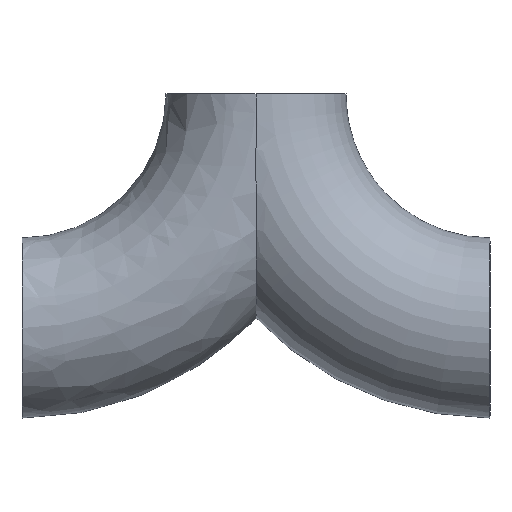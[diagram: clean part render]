
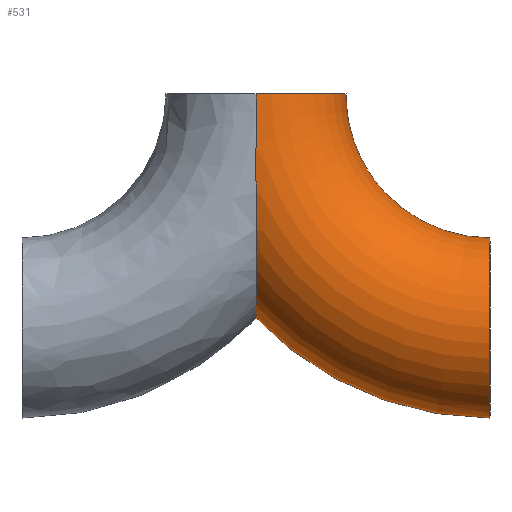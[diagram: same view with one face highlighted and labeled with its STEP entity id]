
A CAD part, front view. The second image highlights one B-rep face of the part: STEP entity #531.
In plain terms, the highlighted toroidal (fillet/blend) face has major radius 82.5 mm and minor radius 31.75 mm.
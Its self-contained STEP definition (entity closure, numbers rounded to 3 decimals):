
#397=CARTESIAN_POINT('',(0.,-31.75,0.));
#398=VERTEX_POINT('',#397);
#399=CARTESIAN_POINT('',(0.,31.75,0.));
#400=VERTEX_POINT('',#399);
#401=CARTESIAN_POINT('',(0.,-31.75,0.));
#402=CARTESIAN_POINT('',(0.,-31.75,-0.102));
#403=CARTESIAN_POINT('',(0.,-31.75,-0.226));
#404=CARTESIAN_POINT('',(0.,-31.75,-0.328));
#405=CARTESIAN_POINT('',(0.,-31.75,-6.423));
#406=CARTESIAN_POINT('',(0.,-31.757,-11.824));
#407=CARTESIAN_POINT('',(0.,-31.706,-16.719));
#408=CARTESIAN_POINT('',(0.,-31.61,-25.861));
#409=CARTESIAN_POINT('',(0.,-31.289,-33.236));
#410=CARTESIAN_POINT('',(0.,-30.382,-40.074));
#411=CARTESIAN_POINT('',(0.,-30.09,-42.277));
#412=CARTESIAN_POINT('',(0.,-29.738,-44.422));
#413=CARTESIAN_POINT('',(0.,-29.3,-46.556));
#414=CARTESIAN_POINT('',(0.,-28.248,-51.685));
#415=CARTESIAN_POINT('',(0.,-26.693,-56.762));
#416=CARTESIAN_POINT('',(0.,-24.365,-61.427));
#417=CARTESIAN_POINT('',(0.,-23.256,-63.65));
#418=CARTESIAN_POINT('',(0.,-21.968,-65.784));
#419=CARTESIAN_POINT('',(0.,-20.48,-67.763));
#420=CARTESIAN_POINT('',(0.,-19.808,-68.656));
#421=CARTESIAN_POINT('',(0.,-19.096,-69.518));
#422=CARTESIAN_POINT('',(0.,-18.341,-70.341));
#423=CARTESIAN_POINT('',(0.,-17.879,-70.846));
#424=CARTESIAN_POINT('',(0.,-17.399,-71.337));
#425=CARTESIAN_POINT('',(0.,-16.913,-71.803));
#426=CARTESIAN_POINT('',(0.,-15.078,-73.562));
#427=CARTESIAN_POINT('',(0.,-13.13,-74.994));
#428=CARTESIAN_POINT('',(0.,-11.112,-76.106));
#429=CARTESIAN_POINT('',(0.,-9.72,-76.872));
#430=CARTESIAN_POINT('',(0.,-8.301,-77.486));
#431=CARTESIAN_POINT('',(0.,-6.838,-77.956));
#432=CARTESIAN_POINT('',(0.,-4.886,-78.583));
#433=CARTESIAN_POINT('',(0.,-2.866,-78.946));
#434=CARTESIAN_POINT('',(0.,-0.807,-79.022));
#435=CARTESIAN_POINT('',(0.,0.129,-79.056));
#436=CARTESIAN_POINT('',(0.,1.064,-79.031));
#437=CARTESIAN_POINT('',(0.,1.99,-78.947));
#438=CARTESIAN_POINT('',(0.,3.403,-78.818));
#439=CARTESIAN_POINT('',(0.,4.8,-78.554));
#440=CARTESIAN_POINT('',(0.,6.168,-78.16));
#441=CARTESIAN_POINT('',(0.,7.259,-77.846));
#442=CARTESIAN_POINT('',(0.,8.334,-77.447));
#443=CARTESIAN_POINT('',(0.,9.369,-76.979));
#444=CARTESIAN_POINT('',(0.,11.778,-75.889));
#445=CARTESIAN_POINT('',(0.,13.993,-74.413));
#446=CARTESIAN_POINT('',(0.,15.99,-72.652));
#447=CARTESIAN_POINT('',(0.,16.432,-72.262));
#448=CARTESIAN_POINT('',(0.,16.865,-71.856));
#449=CARTESIAN_POINT('',(0.,17.297,-71.428));
#450=CARTESIAN_POINT('',(0.,18.949,-69.788));
#451=CARTESIAN_POINT('',(0.,20.547,-67.836));
#452=CARTESIAN_POINT('',(0.,22.035,-65.531));
#453=CARTESIAN_POINT('',(0.,22.781,-64.374));
#454=CARTESIAN_POINT('',(0.,23.499,-63.129));
#455=CARTESIAN_POINT('',(0.,24.182,-61.79));
#456=CARTESIAN_POINT('',(0.,24.45,-61.266));
#457=CARTESIAN_POINT('',(0.,24.711,-60.727));
#458=CARTESIAN_POINT('',(0.,24.961,-60.187));
#459=CARTESIAN_POINT('',(0.,26.969,-55.853));
#460=CARTESIAN_POINT('',(0.,28.324,-51.255));
#461=CARTESIAN_POINT('',(0.,29.259,-46.756));
#462=CARTESIAN_POINT('',(0.,29.609,-45.069));
#463=CARTESIAN_POINT('',(0.,29.901,-43.396));
#464=CARTESIAN_POINT('',(0.,30.146,-41.755));
#465=CARTESIAN_POINT('',(0.,30.268,-40.938));
#466=CARTESIAN_POINT('',(0.,30.378,-40.129));
#467=CARTESIAN_POINT('',(0.,30.478,-39.331));
#468=CARTESIAN_POINT('',(0.,30.577,-38.544));
#469=CARTESIAN_POINT('',(0.,30.667,-37.76));
#470=CARTESIAN_POINT('',(0.,30.75,-36.969));
#471=CARTESIAN_POINT('',(0.,31.153,-33.142));
#472=CARTESIAN_POINT('',(0.,31.393,-29.205));
#473=CARTESIAN_POINT('',(0.,31.539,-24.819));
#474=CARTESIAN_POINT('',(0.,31.763,-18.11));
#475=CARTESIAN_POINT('',(0.,31.75,-10.35));
#476=CARTESIAN_POINT('',(0.,31.75,-0.328));
#477=CARTESIAN_POINT('',(0.,31.75,-0.226));
#478=CARTESIAN_POINT('',(0.,31.75,-0.102));
#479=CARTESIAN_POINT('',(0.,31.75,0.));
#480=B_SPLINE_CURVE_WITH_KNOTS('',3,(#401,#402,#403,#404,#405,#406,#407,#408,#409,#410,#411,#412,#413,#414,#415,#416,#417,#418,#419,#420,#421,#422,#423,#424,#425,#426,#427,#428,#429,#430,#431,#432,#433,#434,#435,#436,#437,#438,#439,#440,#441,#442,#443,#444,#445,#446,#447,#448,#449,#450,#451,#452,#453,#454,#455,#456,#457,#458,#459,#460,#461,#462,#463,#464,#465,#466,#467,#468,#469,#470,#471,#472,#473,#474,#475,#476,#477,#478,#479),.UNSPECIFIED.,.F.,.U.,(4,3,3,3,3,3,3,3,3,3,3,3,3,3,3,3,3,3,3,3,3,3,3,3,3,3,4),(-0.031,0.0,1.828,5.243,6.343,8.987,10.247,10.816,11.164,12.481,13.39,14.601,15.152,15.993,16.663,18.223,18.569,19.891,20.554,20.813,22.897,23.678,24.067,24.451,26.307,29.146,29.175),.UNSPECIFIED.);
#481=EDGE_CURVE('',#398,#400,#480,.T.);
#505=CARTESIAN_POINT('',(82.5,0.0,0.));
#506=DIRECTION('',(0.0,1.0,0.0));
#507=DIRECTION('',(0.0,0.0,1.0));
#508=AXIS2_PLACEMENT_3D('',#505,#506,#507);
#509=TOROIDAL_SURFACE('',#508,82.5,31.75);
#510=CARTESIAN_POINT('',(82.5,0.,-50.75));
#511=VERTEX_POINT('',#510);
#512=CARTESIAN_POINT('',(82.5,0.0,-82.5));
#513=DIRECTION('',(1.0,0.0,0.0));
#514=DIRECTION('',(0.0,0.0,-1.0));
#515=AXIS2_PLACEMENT_3D('',#512,#513,#514);
#516=CIRCLE('',#515,31.75);
#517=EDGE_CURVE('',#511,#511,#516,.T.);
#518=ORIENTED_EDGE('',*,*,#517,.F.);
#519=EDGE_LOOP('',(#518));
#520=FACE_OUTER_BOUND('',#519,.T.);
#521=ORIENTED_EDGE('',*,*,#481,.T.);
#522=CARTESIAN_POINT('',(0.0,0.0,0.0));
#523=DIRECTION('',(0.0,0.0,-1.0));
#524=DIRECTION('',(-1.0,0.0,0.0));
#525=AXIS2_PLACEMENT_3D('',#522,#523,#524);
#526=CIRCLE('',#525,31.75);
#527=EDGE_CURVE('',#400,#398,#526,.T.);
#528=ORIENTED_EDGE('',*,*,#527,.T.);
#529=EDGE_LOOP('',(#521,#528));
#530=FACE_BOUND('',#529,.T.);
#531=ADVANCED_FACE('',(#520,#530),#509,.T.);
